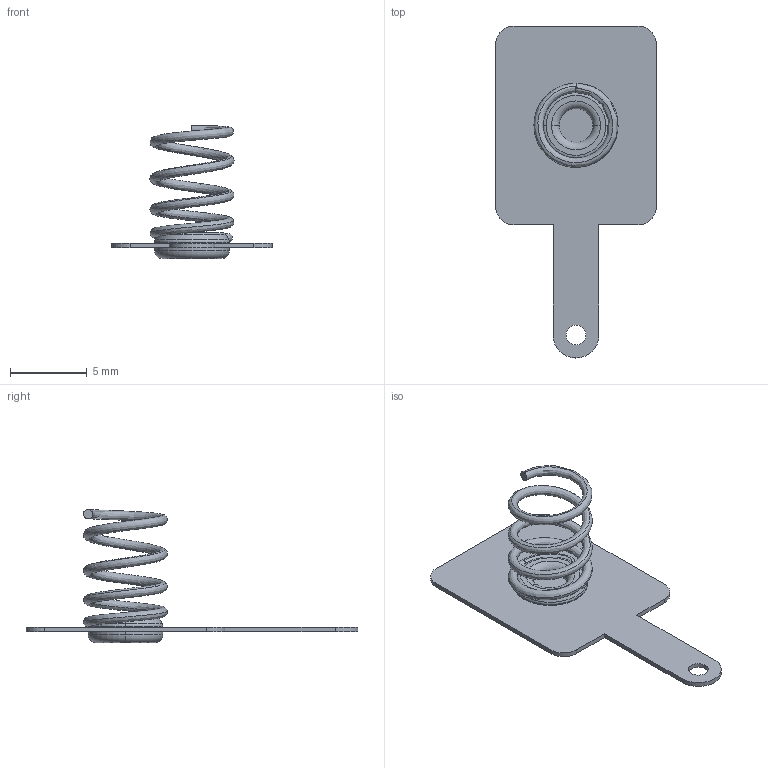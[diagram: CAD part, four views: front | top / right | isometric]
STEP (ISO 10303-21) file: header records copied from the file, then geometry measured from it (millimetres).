
FILE_DESCRIPTION (( 'STEP AP214' ), '1' );
FILE_NAME ('SN-T5-1.STEP', '2020-02-02T09:12:23', ( '' ), ( '' ), 'SwSTEP 2.0', 'SolidWorks 2017', '' );
FILE_SCHEMA (( 'AUTOMOTIVE_DESIGN' ));
Length unit declared in the file: millimetre
Products named in the file (1): SN-T5-1
Bounding box: 10.5 x 21.7 x 8.7 mm (x, y, z)
Volume: 84.4 mm3; surface area: 475.6 mm2
Topology: 1 solids, 1 shells, 48 faces, 118 edges, 76 vertices
Faces by surface type: cylinder 15, plane 14, torus 11, bspline 4, cone 4
Entity records: 3348 total; most frequent: CARTESIAN_POINT 2174, DIRECTION 246, ORIENTED_EDGE 236, EDGE_CURVE 118, AXIS2_PLACEMENT_3D 104, VERTEX_POINT 76, CIRCLE 59, EDGE_LOOP 54
